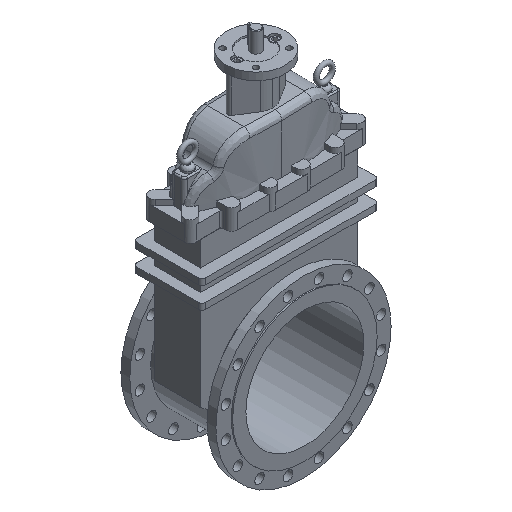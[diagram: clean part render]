
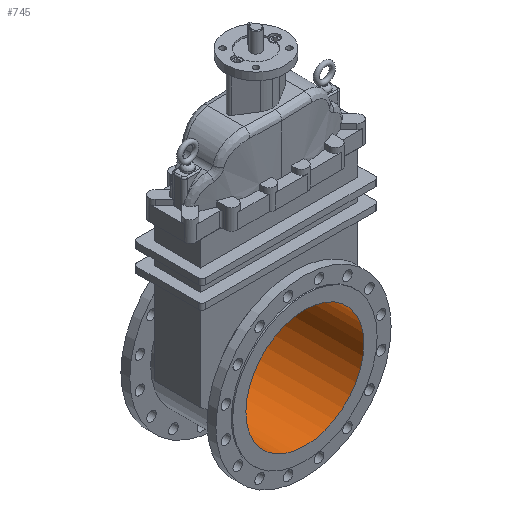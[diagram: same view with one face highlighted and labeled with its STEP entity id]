
A CAD part, isometric view. The second image highlights one B-rep face of the part: STEP entity #745.
In plain terms, the highlighted cylindrical face has radius 175 mm (diameter 350 mm), a full revolution.
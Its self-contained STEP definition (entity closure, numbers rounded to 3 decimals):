
#745=ADVANCED_FACE('',(#35018,#35020),#35022,.F.);
#35018=FACE_OUTER_BOUND('',#35019,.T.);
#35019=EDGE_LOOP('',(#74329));
#35020=FACE_OUTER_BOUND('',#35021,.T.);
#35021=EDGE_LOOP('',(#74330));
#35022=CYLINDRICAL_SURFACE('',#35023,175.);
#35023=AXIS2_PLACEMENT_3D('',#35024,#35025,#35026);
#35024=CARTESIAN_POINT('',(19619.535,-4164.31,-269.998));
#35025=DIRECTION('',(0.,-1.,0.));
#35026=DIRECTION('',(0.,0.,1.));
#74329=ORIENTED_EDGE('',*,*,#94569,.F.);
#74330=ORIENTED_EDGE('',*,*,#94568,.T.);
#94568=EDGE_CURVE('',#108048,#108048,#108049,.T.);
#94569=EDGE_CURVE('',#108050,#108050,#108051,.T.);
#108048=VERTEX_POINT('',#132563);
#108049=CIRCLE('',#132564,175.);
#108050=VERTEX_POINT('',#132568);
#108051=CIRCLE('',#132569,175.);
#132563=CARTESIAN_POINT('',(19619.535,-4179.56,-444.998));
#132564=AXIS2_PLACEMENT_3D('',#132565,#132566,#132567);
#132565=CARTESIAN_POINT('',(19619.535,-4179.56,-269.998));
#132566=DIRECTION('',(0.,-1.,0.));
#132567=DIRECTION('',(0.,0.,1.));
#132568=CARTESIAN_POINT('',(19619.535,-3889.56,-444.998));
#132569=AXIS2_PLACEMENT_3D('',#132570,#132571,#132572);
#132570=CARTESIAN_POINT('',(19619.535,-3889.56,-269.998));
#132571=DIRECTION('',(0.,-1.,0.));
#132572=DIRECTION('',(0.,0.,1.));
